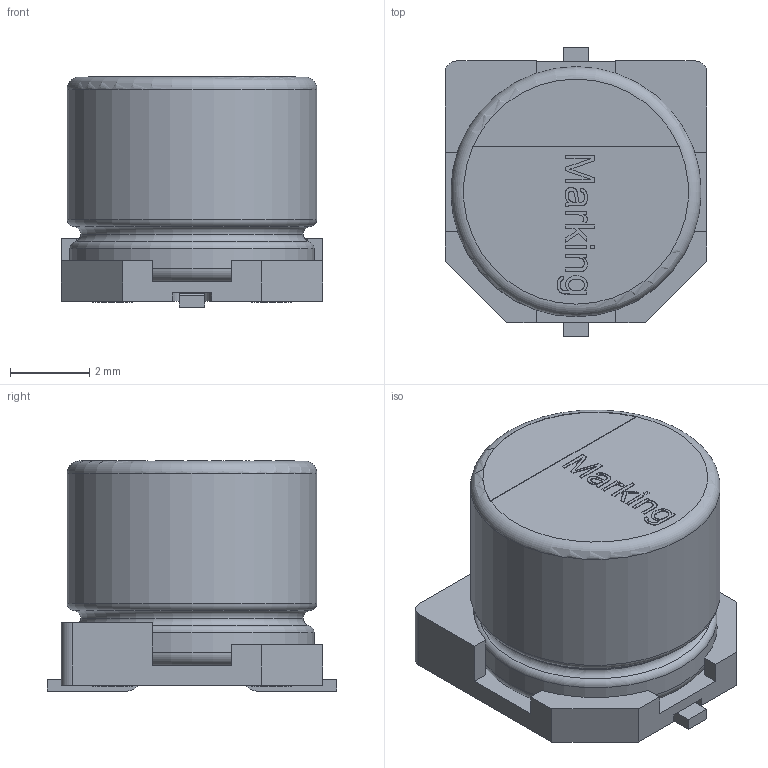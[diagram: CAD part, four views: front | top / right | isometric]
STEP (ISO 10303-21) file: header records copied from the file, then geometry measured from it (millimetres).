
FILE_DESCRIPTION(/* description */ (''),/* implementation_level */ '2;1');
FILE_NAME(/* name */ 'Electrolytic_Capacitor_6.3mm_x_5.8mm .step',/* time_stamp */ '2021-02-17T12:11:16+01:00',/* author */ (''),/* organization */ (''),/* preprocessor_version */ 'ST-DEVELOPER v18.1',/* originating_system */ 'Autodesk Translation Framework v9.7.1.1290',/* authorisation */ '');
FILE_SCHEMA (('AUTOMOTIVE_DESIGN { 1 0 10303 214 3 1 1 }'));
Length unit declared in the file: millimetre
Products named in the file (4): Electrolytic_Capacitor_6.3mm_x_5.8mm; Base_Φ6_3Capacitor; capicitor_6.3x5.8x2.2; Component3
Assembly tree (3 placements, depth 2):
  Electrolytic_Capacitor_6.3mm_x_5.8mm
    Base_Φ6_3Capacitor
    capicitor_6.3x5.8x2.2
    Component3
Bounding box: 6.6 x 7.3 x 5.8 mm (x, y, z)
Volume: 181.3 mm3; surface area: 320.9 mm2
Topology: 11 solids, 11 shells, 276 faces, 689 edges, 457 vertices
Faces by surface type: plane 191, cylinder 46, bspline 32, torus 7
Full cylindrical faces by diameter (mm): 0.787 x1, 0.9 x2, 0.913 x1, 1 x4, 1.544 x1, 1.669 x1, 3.812 x1, 3.938 x1, 4.41 x1, 5.607 x1, 6.15 x1, 6.3 x1
Entity records: 10746 total; most frequent: CARTESIAN_POINT 3868, ORIENTED_EDGE 1378, DIRECTION 1262, EDGE_CURVE 689, LINE 500, VECTOR 500, VERTEX_POINT 457, AXIS2_PLACEMENT_3D 381
